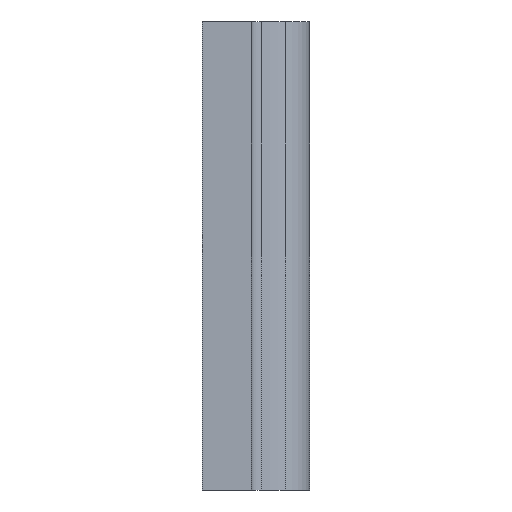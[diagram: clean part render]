
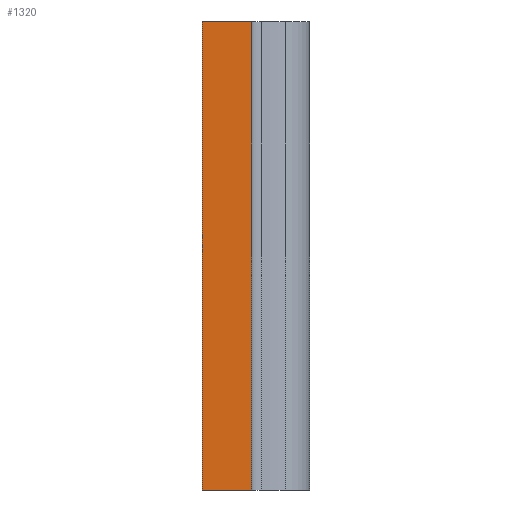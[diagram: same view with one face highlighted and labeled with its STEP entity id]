
A CAD part, left-side view. The second image highlights one B-rep face of the part: STEP entity #1320.
In plain terms, the highlighted planar face has unit normal (-1, 0, 0).
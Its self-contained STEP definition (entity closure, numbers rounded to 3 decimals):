
#932 = PLANE('',#933);
#933 = AXIS2_PLACEMENT_3D('',#934,#935,#936);
#934 = CARTESIAN_POINT('',(122.85,-168.154,
    -0.004));
#935 = DIRECTION('',(0.,0.,1.));
#936 = DIRECTION('',(0.,1.,0.));
#991 = PLANE('',#992);
#992 = AXIS2_PLACEMENT_3D('',#993,#994,#995);
#993 = CARTESIAN_POINT('',(122.85,-168.154,
    5.996));
#994 = DIRECTION('',(0.,0.,1.));
#995 = DIRECTION('',(0.,1.,0.));
#1212 = PLANE('',#1213);
#1213 = AXIS2_PLACEMENT_3D('',#1214,#1215,#1216);
#1214 = CARTESIAN_POINT('',(123.258,-167.395,5.996));
#1215 = DIRECTION('',(0.,1.,0.));
#1216 = DIRECTION('',(-1.,0.,0.));
#1250 = VERTEX_POINT('',#1251);
#1251 = CARTESIAN_POINT('',(121.258,-167.395,-0.004));
#1272 = EDGE_CURVE('',#1273,#1250,#1275,.T.);
#1273 = VERTEX_POINT('',#1274);
#1274 = CARTESIAN_POINT('',(121.258,-167.395,5.996));
#1275 = SURFACE_CURVE('',#1276,(#1280,#1287),.PCURVE_S1.);
#1276 = LINE('',#1277,#1278);
#1277 = CARTESIAN_POINT('',(121.258,-167.395,5.996));
#1278 = VECTOR('',#1279,1.);
#1279 = DIRECTION('',(0.,0.,-1.));
#1280 = PCURVE('',#1212,#1281);
#1281 = DEFINITIONAL_REPRESENTATION('',(#1282),#1286);
#1282 = LINE('',#1283,#1284);
#1283 = CARTESIAN_POINT('',(2.,0.));
#1284 = VECTOR('',#1285,1.);
#1285 = DIRECTION('',(0.,-1.));
#1286 = ( GEOMETRIC_REPRESENTATION_CONTEXT(2) 
PARAMETRIC_REPRESENTATION_CONTEXT() REPRESENTATION_CONTEXT('2D SPACE',''
  ) );
#1287 = PCURVE('',#1288,#1293);
#1288 = PLANE('',#1289);
#1289 = AXIS2_PLACEMENT_3D('',#1290,#1291,#1292);
#1290 = CARTESIAN_POINT('',(121.258,-168.025,5.996));
#1291 = DIRECTION('',(1.,0.,0.));
#1292 = DIRECTION('',(0.,1.,0.));
#1293 = DEFINITIONAL_REPRESENTATION('',(#1294),#1298);
#1294 = LINE('',#1295,#1296);
#1295 = CARTESIAN_POINT('',(0.63,0.));
#1296 = VECTOR('',#1297,1.);
#1297 = DIRECTION('',(0.,-1.));
#1298 = ( GEOMETRIC_REPRESENTATION_CONTEXT(2) 
PARAMETRIC_REPRESENTATION_CONTEXT() REPRESENTATION_CONTEXT('2D SPACE',''
  ) );
#1320 = ADVANCED_FACE('',(#1321),#1288,.F.);
#1321 = FACE_BOUND('',#1322,.F.);
#1322 = EDGE_LOOP('',(#1323,#1353,#1374,#1375));
#1323 = ORIENTED_EDGE('',*,*,#1324,.T.);
#1324 = EDGE_CURVE('',#1325,#1327,#1329,.T.);
#1325 = VERTEX_POINT('',#1326);
#1326 = CARTESIAN_POINT('',(121.258,-168.025,5.996));
#1327 = VERTEX_POINT('',#1328);
#1328 = CARTESIAN_POINT('',(121.258,-168.025,-0.004));
#1329 = SURFACE_CURVE('',#1330,(#1334,#1341),.PCURVE_S1.);
#1330 = LINE('',#1331,#1332);
#1331 = CARTESIAN_POINT('',(121.258,-168.025,5.996));
#1332 = VECTOR('',#1333,1.);
#1333 = DIRECTION('',(0.,0.,-1.));
#1334 = PCURVE('',#1288,#1335);
#1335 = DEFINITIONAL_REPRESENTATION('',(#1336),#1340);
#1336 = LINE('',#1337,#1338);
#1337 = CARTESIAN_POINT('',(0.,0.));
#1338 = VECTOR('',#1339,1.);
#1339 = DIRECTION('',(0.,-1.));
#1340 = ( GEOMETRIC_REPRESENTATION_CONTEXT(2) 
PARAMETRIC_REPRESENTATION_CONTEXT() REPRESENTATION_CONTEXT('2D SPACE',''
  ) );
#1341 = PCURVE('',#1342,#1347);
#1342 = PLANE('',#1343);
#1343 = AXIS2_PLACEMENT_3D('',#1344,#1345,#1346);
#1344 = CARTESIAN_POINT('',(121.518,-168.025,5.996));
#1345 = DIRECTION('',(0.,1.,0.));
#1346 = DIRECTION('',(-1.,0.,0.));
#1347 = DEFINITIONAL_REPRESENTATION('',(#1348),#1352);
#1348 = LINE('',#1349,#1350);
#1349 = CARTESIAN_POINT('',(0.26,0.));
#1350 = VECTOR('',#1351,1.);
#1351 = DIRECTION('',(0.,-1.));
#1352 = ( GEOMETRIC_REPRESENTATION_CONTEXT(2) 
PARAMETRIC_REPRESENTATION_CONTEXT() REPRESENTATION_CONTEXT('2D SPACE',''
  ) );
#1353 = ORIENTED_EDGE('',*,*,#1354,.T.);
#1354 = EDGE_CURVE('',#1327,#1250,#1355,.T.);
#1355 = SURFACE_CURVE('',#1356,(#1360,#1367),.PCURVE_S1.);
#1356 = LINE('',#1357,#1358);
#1357 = CARTESIAN_POINT('',(121.258,-168.025,-0.004));
#1358 = VECTOR('',#1359,1.);
#1359 = DIRECTION('',(0.,1.,0.));
#1360 = PCURVE('',#1288,#1361);
#1361 = DEFINITIONAL_REPRESENTATION('',(#1362),#1366);
#1362 = LINE('',#1363,#1364);
#1363 = CARTESIAN_POINT('',(0.,-6.));
#1364 = VECTOR('',#1365,1.);
#1365 = DIRECTION('',(1.,0.));
#1366 = ( GEOMETRIC_REPRESENTATION_CONTEXT(2) 
PARAMETRIC_REPRESENTATION_CONTEXT() REPRESENTATION_CONTEXT('2D SPACE',''
  ) );
#1367 = PCURVE('',#932,#1368);
#1368 = DEFINITIONAL_REPRESENTATION('',(#1369),#1373);
#1369 = LINE('',#1370,#1371);
#1370 = CARTESIAN_POINT('',(0.13,1.592));
#1371 = VECTOR('',#1372,1.);
#1372 = DIRECTION('',(1.,0.));
#1373 = ( GEOMETRIC_REPRESENTATION_CONTEXT(2) 
PARAMETRIC_REPRESENTATION_CONTEXT() REPRESENTATION_CONTEXT('2D SPACE',''
  ) );
#1374 = ORIENTED_EDGE('',*,*,#1272,.F.);
#1375 = ORIENTED_EDGE('',*,*,#1376,.F.);
#1376 = EDGE_CURVE('',#1325,#1273,#1377,.T.);
#1377 = SURFACE_CURVE('',#1378,(#1382,#1389),.PCURVE_S1.);
#1378 = LINE('',#1379,#1380);
#1379 = CARTESIAN_POINT('',(121.258,-168.025,5.996));
#1380 = VECTOR('',#1381,1.);
#1381 = DIRECTION('',(0.,1.,0.));
#1382 = PCURVE('',#1288,#1383);
#1383 = DEFINITIONAL_REPRESENTATION('',(#1384),#1388);
#1384 = LINE('',#1385,#1386);
#1385 = CARTESIAN_POINT('',(0.,0.));
#1386 = VECTOR('',#1387,1.);
#1387 = DIRECTION('',(1.,0.));
#1388 = ( GEOMETRIC_REPRESENTATION_CONTEXT(2) 
PARAMETRIC_REPRESENTATION_CONTEXT() REPRESENTATION_CONTEXT('2D SPACE',''
  ) );
#1389 = PCURVE('',#991,#1390);
#1390 = DEFINITIONAL_REPRESENTATION('',(#1391),#1395);
#1391 = LINE('',#1392,#1393);
#1392 = CARTESIAN_POINT('',(0.13,1.592));
#1393 = VECTOR('',#1394,1.);
#1394 = DIRECTION('',(1.,0.));
#1395 = ( GEOMETRIC_REPRESENTATION_CONTEXT(2) 
PARAMETRIC_REPRESENTATION_CONTEXT() REPRESENTATION_CONTEXT('2D SPACE',''
  ) );
